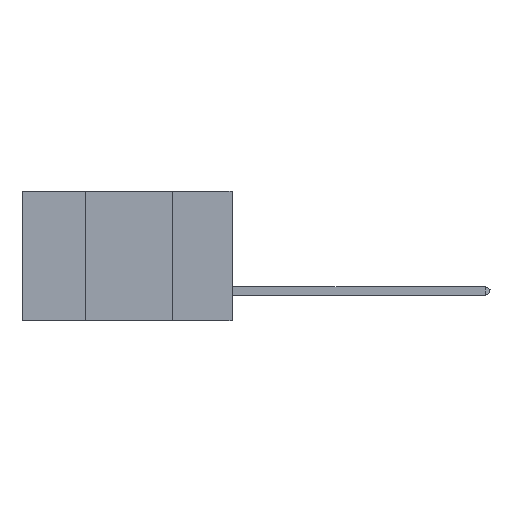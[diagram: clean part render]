
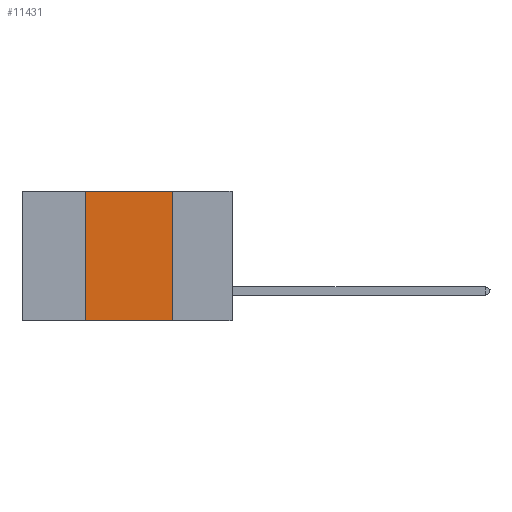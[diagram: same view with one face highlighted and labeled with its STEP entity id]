
A CAD part, left-side view. The second image highlights one B-rep face of the part: STEP entity #11431.
In plain terms, the highlighted planar face has unit normal (-1, 0, 0).
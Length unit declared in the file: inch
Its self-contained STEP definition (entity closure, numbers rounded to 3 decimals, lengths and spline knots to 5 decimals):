
#17 = VECTOR ( 'NONE', #2997, 39.37008 ) ;
#133 = CARTESIAN_POINT ( 'NONE',  ( 0., 0.6, 0. ) ) ;
#782 = DIRECTION ( 'NONE',  ( 1., 0., 0. ) ) ;
#1343 = DIRECTION ( 'NONE',  ( 0., -1., 0. ) ) ;
#2997 = DIRECTION ( 'NONE',  ( 0., 0., 1. ) ) ;
#3098 = VERTEX_POINT ( 'NONE', #17965 ) ;
#3294 = VECTOR ( 'NONE', #17151, 39.37008 ) ;
#3524 = CARTESIAN_POINT ( 'NONE',  ( 0., 0.17, 0. ) ) ;
#5820 = DIRECTION ( 'NONE',  ( 0., 0., -1. ) ) ;
#8601 = VERTEX_POINT ( 'NONE', #20191 ) ;
#9104 = EDGE_CURVE ( 'NONE', #3098, #15873, #11963, .T. ) ;
#9167 = ORIENTED_EDGE ( 'NONE', *, *, #12531, .F. ) ;
#9790 = ORIENTED_EDGE ( 'NONE', *, *, #10276, .F. ) ;
#10276 = EDGE_CURVE ( 'NONE', #12342, #8601, #15548, .T. ) ;
#10862 = VECTOR ( 'NONE', #16948, 39.37008 ) ;
#11431 = ADVANCED_FACE ( 'NONE', ( #21514 ), #15311, .F. ) ;
#11963 = LINE ( 'NONE', #17931, #20324 ) ;
#12158 = LINE ( 'NONE', #3524, #10862 ) ;
#12342 = VERTEX_POINT ( 'NONE', #18986 ) ;
#12531 = EDGE_CURVE ( 'NONE', #3098, #12342, #16504, .T. ) ;
#12635 = ORIENTED_EDGE ( 'NONE', *, *, #14615, .F. ) ;
#14615 = EDGE_CURVE ( 'NONE', #8601, #15873, #12158, .T. ) ;
#14691 = EDGE_LOOP ( 'NONE', ( #12635, #9790, #9167, #19343 ) ) ;
#15311 = PLANE ( 'NONE',  #16195 ) ;
#15548 = LINE ( 'NONE', #17005, #3294 ) ;
#15873 = VERTEX_POINT ( 'NONE', #19917 ) ;
#16195 = AXIS2_PLACEMENT_3D ( 'NONE', #133, #782, #5820 ) ;
#16504 = LINE ( 'NONE', #18119, #17 ) ;
#16948 = DIRECTION ( 'NONE',  ( 0., 0., -1. ) ) ;
#17005 = CARTESIAN_POINT ( 'NONE',  ( 0., 0.6, 0. ) ) ;
#17151 = DIRECTION ( 'NONE',  ( 0., -1., 0. ) ) ;
#17931 = CARTESIAN_POINT ( 'NONE',  ( 0., 0.6, -0.37 ) ) ;
#17965 = CARTESIAN_POINT ( 'NONE',  ( 0., 0.42, -0.37 ) ) ;
#18119 = CARTESIAN_POINT ( 'NONE',  ( 0., 0.42, 0. ) ) ;
#18986 = CARTESIAN_POINT ( 'NONE',  ( 0., 0.42, 0. ) ) ;
#19343 = ORIENTED_EDGE ( 'NONE', *, *, #9104, .T. ) ;
#19917 = CARTESIAN_POINT ( 'NONE',  ( 0., 0.17, -0.37 ) ) ;
#20191 = CARTESIAN_POINT ( 'NONE',  ( 0., 0.17, 0. ) ) ;
#20324 = VECTOR ( 'NONE', #1343, 39.37008 ) ;
#21514 = FACE_OUTER_BOUND ( 'NONE', #14691, .T. ) ;
